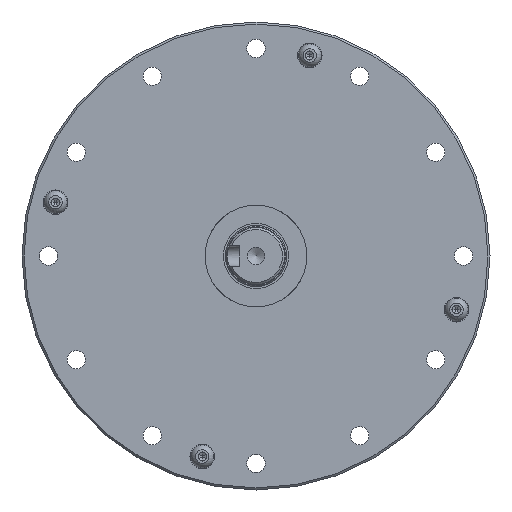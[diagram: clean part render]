
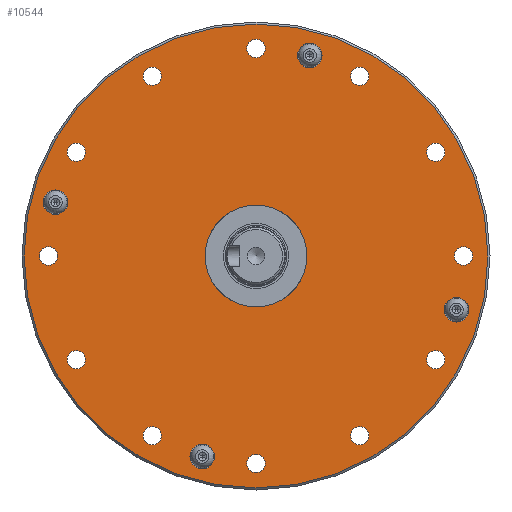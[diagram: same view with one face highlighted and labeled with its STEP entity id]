
A CAD part, left-side view. The second image highlights one B-rep face of the part: STEP entity #10544.
In plain terms, the highlighted planar face has unit normal (-1, 0, 0).
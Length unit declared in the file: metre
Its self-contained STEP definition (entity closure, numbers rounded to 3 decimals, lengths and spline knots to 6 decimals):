
#1634=CIRCLE('',#12110,0.00225);
#1635=CIRCLE('',#12111,0.00225);
#1636=CIRCLE('',#12112,0.00225);
#1637=CIRCLE('',#12113,0.00225);
#1638=CIRCLE('',#12114,0.00225);
#1639=CIRCLE('',#12115,0.00225);
#1640=CIRCLE('',#12116,0.0125);
#1641=CIRCLE('',#12117,0.057);
#1642=CIRCLE('',#12118,0.00225);
#1643=CIRCLE('',#12119,0.00225);
#1644=CIRCLE('',#12120,0.00225);
#1645=CIRCLE('',#12121,0.00225);
#1646=CIRCLE('',#12122,0.00225);
#1647=CIRCLE('',#12123,0.00225);
#1648=CIRCLE('',#12124,0.003025);
#1649=CIRCLE('',#12125,0.003025);
#1650=CIRCLE('',#12126,0.003025);
#1651=CIRCLE('',#12127,0.003025);
#3311=ORIENTED_EDGE('',*,*,#5329,.F.);
#3312=ORIENTED_EDGE('',*,*,#5330,.F.);
#3313=ORIENTED_EDGE('',*,*,#5331,.F.);
#3314=ORIENTED_EDGE('',*,*,#5332,.F.);
#3315=ORIENTED_EDGE('',*,*,#5333,.F.);
#3316=ORIENTED_EDGE('',*,*,#5334,.F.);
#3317=ORIENTED_EDGE('',*,*,#5335,.F.);
#3318=ORIENTED_EDGE('',*,*,#5336,.T.);
#3319=ORIENTED_EDGE('',*,*,#5337,.F.);
#3320=ORIENTED_EDGE('',*,*,#5338,.F.);
#3321=ORIENTED_EDGE('',*,*,#5339,.F.);
#3322=ORIENTED_EDGE('',*,*,#5340,.F.);
#3323=ORIENTED_EDGE('',*,*,#5341,.F.);
#3324=ORIENTED_EDGE('',*,*,#5342,.F.);
#3325=ORIENTED_EDGE('',*,*,#5343,.F.);
#3326=ORIENTED_EDGE('',*,*,#5344,.F.);
#3327=ORIENTED_EDGE('',*,*,#5345,.F.);
#3328=ORIENTED_EDGE('',*,*,#5346,.F.);
#5329=EDGE_CURVE('',#6520,#6520,#1634,.T.);
#5330=EDGE_CURVE('',#6521,#6521,#1635,.T.);
#5331=EDGE_CURVE('',#6522,#6522,#1636,.T.);
#5332=EDGE_CURVE('',#6523,#6523,#1637,.T.);
#5333=EDGE_CURVE('',#6524,#6524,#1638,.T.);
#5334=EDGE_CURVE('',#6525,#6525,#1639,.T.);
#5335=EDGE_CURVE('',#6526,#6526,#1640,.T.);
#5336=EDGE_CURVE('',#6527,#6527,#1641,.T.);
#5337=EDGE_CURVE('',#6528,#6528,#1642,.T.);
#5338=EDGE_CURVE('',#6529,#6529,#1643,.T.);
#5339=EDGE_CURVE('',#6530,#6530,#1644,.T.);
#5340=EDGE_CURVE('',#6531,#6531,#1645,.T.);
#5341=EDGE_CURVE('',#6532,#6532,#1646,.T.);
#5342=EDGE_CURVE('',#6533,#6533,#1647,.T.);
#5343=EDGE_CURVE('',#6534,#6534,#1648,.T.);
#5344=EDGE_CURVE('',#6535,#6535,#1649,.T.);
#5345=EDGE_CURVE('',#6536,#6536,#1650,.T.);
#5346=EDGE_CURVE('',#6537,#6537,#1651,.T.);
#6520=VERTEX_POINT('',#18397);
#6521=VERTEX_POINT('',#18399);
#6522=VERTEX_POINT('',#18401);
#6523=VERTEX_POINT('',#18403);
#6524=VERTEX_POINT('',#18405);
#6525=VERTEX_POINT('',#18407);
#6526=VERTEX_POINT('',#18409);
#6527=VERTEX_POINT('',#18411);
#6528=VERTEX_POINT('',#18413);
#6529=VERTEX_POINT('',#18415);
#6530=VERTEX_POINT('',#18417);
#6531=VERTEX_POINT('',#18419);
#6532=VERTEX_POINT('',#18421);
#6533=VERTEX_POINT('',#18423);
#6534=VERTEX_POINT('',#18425);
#6535=VERTEX_POINT('',#18427);
#6536=VERTEX_POINT('',#18429);
#6537=VERTEX_POINT('',#18431);
#8025=EDGE_LOOP('',(#3311));
#8026=EDGE_LOOP('',(#3312));
#8027=EDGE_LOOP('',(#3313));
#8028=EDGE_LOOP('',(#3314));
#8029=EDGE_LOOP('',(#3315));
#8030=EDGE_LOOP('',(#3316));
#8031=EDGE_LOOP('',(#3317));
#8032=EDGE_LOOP('',(#3318));
#8033=EDGE_LOOP('',(#3319));
#8034=EDGE_LOOP('',(#3320));
#8035=EDGE_LOOP('',(#3321));
#8036=EDGE_LOOP('',(#3322));
#8037=EDGE_LOOP('',(#3323));
#8038=EDGE_LOOP('',(#3324));
#8039=EDGE_LOOP('',(#3325));
#8040=EDGE_LOOP('',(#3326));
#8041=EDGE_LOOP('',(#3327));
#8042=EDGE_LOOP('',(#3328));
#9334=FACE_BOUND('',#8025,.T.);
#9335=FACE_BOUND('',#8026,.T.);
#9336=FACE_BOUND('',#8027,.T.);
#9337=FACE_BOUND('',#8028,.T.);
#9338=FACE_BOUND('',#8029,.T.);
#9339=FACE_BOUND('',#8030,.T.);
#9340=FACE_BOUND('',#8031,.T.);
#9341=FACE_BOUND('',#8032,.T.);
#9342=FACE_BOUND('',#8033,.T.);
#9343=FACE_BOUND('',#8034,.T.);
#9344=FACE_BOUND('',#8035,.T.);
#9345=FACE_BOUND('',#8036,.T.);
#9346=FACE_BOUND('',#8037,.T.);
#9347=FACE_BOUND('',#8038,.T.);
#9348=FACE_BOUND('',#8039,.T.);
#9349=FACE_BOUND('',#8040,.T.);
#9350=FACE_BOUND('',#8041,.T.);
#9351=FACE_BOUND('',#8042,.T.);
#10192=PLANE('',#12109);
#10544=ADVANCED_FACE('',(#9334,#9335,#9336,#9337,#9338,#9339,#9340,#9341,
#9342,#9343,#9344,#9345,#9346,#9347,#9348,#9349,#9350,#9351),#10192,.F.);
#12109=AXIS2_PLACEMENT_3D('',#18395,#14679,#14680);
#12110=AXIS2_PLACEMENT_3D('',#18396,#14681,#14682);
#12111=AXIS2_PLACEMENT_3D('',#18398,#14683,#14684);
#12112=AXIS2_PLACEMENT_3D('',#18400,#14685,#14686);
#12113=AXIS2_PLACEMENT_3D('',#18402,#14687,#14688);
#12114=AXIS2_PLACEMENT_3D('',#18404,#14689,#14690);
#12115=AXIS2_PLACEMENT_3D('',#18406,#14691,#14692);
#12116=AXIS2_PLACEMENT_3D('',#18408,#14693,#14694);
#12117=AXIS2_PLACEMENT_3D('',#18410,#14695,#14696);
#12118=AXIS2_PLACEMENT_3D('',#18412,#14697,#14698);
#12119=AXIS2_PLACEMENT_3D('',#18414,#14699,#14700);
#12120=AXIS2_PLACEMENT_3D('',#18416,#14701,#14702);
#12121=AXIS2_PLACEMENT_3D('',#18418,#14703,#14704);
#12122=AXIS2_PLACEMENT_3D('',#18420,#14705,#14706);
#12123=AXIS2_PLACEMENT_3D('',#18422,#14707,#14708);
#12124=AXIS2_PLACEMENT_3D('',#18424,#14709,#14710);
#12125=AXIS2_PLACEMENT_3D('',#18426,#14711,#14712);
#12126=AXIS2_PLACEMENT_3D('',#18428,#14713,#14714);
#12127=AXIS2_PLACEMENT_3D('',#18430,#14715,#14716);
#14679=DIRECTION('',(1.,0.,0.));
#14680=DIRECTION('',(0.,0.,-1.));
#14681=DIRECTION('',(-1.,0.,0.));
#14682=DIRECTION('',(0.,0.,1.));
#14683=DIRECTION('',(-1.,0.,0.));
#14684=DIRECTION('',(0.,0.,1.));
#14685=DIRECTION('',(-1.,0.,0.));
#14686=DIRECTION('',(0.,0.,1.));
#14687=DIRECTION('',(-1.,0.,0.));
#14688=DIRECTION('',(0.,0.,1.));
#14689=DIRECTION('',(-1.,0.,0.));
#14690=DIRECTION('',(0.,0.,1.));
#14691=DIRECTION('',(-1.,0.,0.));
#14692=DIRECTION('',(0.,0.,1.));
#14693=DIRECTION('',(-1.,0.,0.));
#14694=DIRECTION('',(0.,0.,1.));
#14695=DIRECTION('',(-1.,0.,0.));
#14696=DIRECTION('',(0.,0.,1.));
#14697=DIRECTION('',(-1.,0.,0.));
#14698=DIRECTION('',(0.,0.,1.));
#14699=DIRECTION('',(-1.,0.,0.));
#14700=DIRECTION('',(0.,0.,1.));
#14701=DIRECTION('',(-1.,0.,0.));
#14702=DIRECTION('',(0.,0.,1.));
#14703=DIRECTION('',(-1.,0.,0.));
#14704=DIRECTION('',(0.,0.,1.));
#14705=DIRECTION('',(-1.,0.,0.));
#14706=DIRECTION('',(0.,0.,1.));
#14707=DIRECTION('',(-1.,0.,0.));
#14708=DIRECTION('',(0.,0.,1.));
#14709=DIRECTION('',(-1.,0.,0.));
#14710=DIRECTION('',(0.,0.,1.));
#14711=DIRECTION('',(-1.,0.,0.));
#14712=DIRECTION('',(0.,0.,1.));
#14713=DIRECTION('',(-1.,0.,0.));
#14714=DIRECTION('',(0.,0.,1.));
#14715=DIRECTION('',(-1.,0.,0.));
#14716=DIRECTION('',(0.,0.,1.));
#18395=CARTESIAN_POINT('',(0.,0.057,0.));
#18396=CARTESIAN_POINT('',(0.,-0.044167,-0.0255));
#18397=CARTESIAN_POINT('',(0.,-0.044167,-0.02325));
#18398=CARTESIAN_POINT('',(0.,-0.0255,-0.044167));
#18399=CARTESIAN_POINT('',(0.,-0.0255,-0.041917));
#18400=CARTESIAN_POINT('',(0.,0.,-0.051));
#18401=CARTESIAN_POINT('',(0.,0.,-0.04875));
#18402=CARTESIAN_POINT('',(0.,0.0255,-0.044167));
#18403=CARTESIAN_POINT('',(0.,0.0255,-0.041917));
#18404=CARTESIAN_POINT('',(0.,0.044167,-0.0255));
#18405=CARTESIAN_POINT('',(0.,0.044167,-0.02325));
#18406=CARTESIAN_POINT('',(0.,0.051,0.));
#18407=CARTESIAN_POINT('',(0.,0.051,0.00225));
#18408=CARTESIAN_POINT('',(0.,0.,0.));
#18409=CARTESIAN_POINT('',(0.,0.,0.0125));
#18410=CARTESIAN_POINT('',(0.,0.,0.));
#18411=CARTESIAN_POINT('',(0.,0.,0.057));
#18412=CARTESIAN_POINT('',(0.,-0.051,0.));
#18413=CARTESIAN_POINT('',(0.,-0.051,0.00225));
#18414=CARTESIAN_POINT('',(0.,-0.044167,0.0255));
#18415=CARTESIAN_POINT('',(0.,-0.044167,0.02775));
#18416=CARTESIAN_POINT('',(0.,-0.0255,0.044167));
#18417=CARTESIAN_POINT('',(0.,-0.0255,0.046417));
#18418=CARTESIAN_POINT('',(0.,0.,0.051));
#18419=CARTESIAN_POINT('',(0.,0.,0.05325));
#18420=CARTESIAN_POINT('',(0.,0.0255,0.044167));
#18421=CARTESIAN_POINT('',(0.,0.0255,0.046417));
#18422=CARTESIAN_POINT('',(0.,0.044167,0.0255));
#18423=CARTESIAN_POINT('',(0.,0.044167,0.02775));
#18424=CARTESIAN_POINT('',(0.,0.049262,0.0132));
#18425=CARTESIAN_POINT('',(0.,0.049262,0.016225));
#18426=CARTESIAN_POINT('',(0.,0.0132,-0.049262));
#18427=CARTESIAN_POINT('',(0.,0.0132,-0.046237));
#18428=CARTESIAN_POINT('',(0.,-0.049262,-0.0132));
#18429=CARTESIAN_POINT('',(0.,-0.049262,-0.010175));
#18430=CARTESIAN_POINT('',(0.,-0.0132,0.049262));
#18431=CARTESIAN_POINT('',(0.,-0.0132,0.052287));
